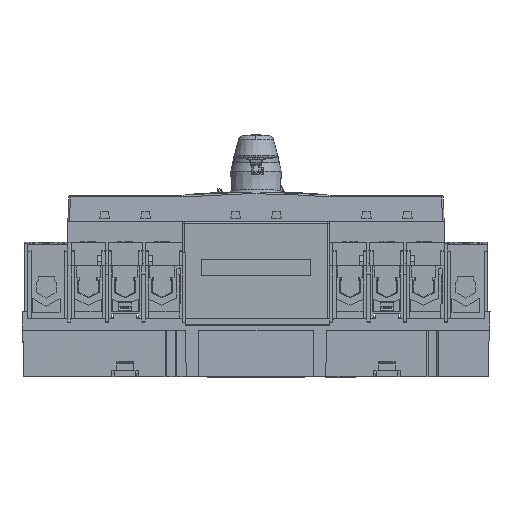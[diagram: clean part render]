
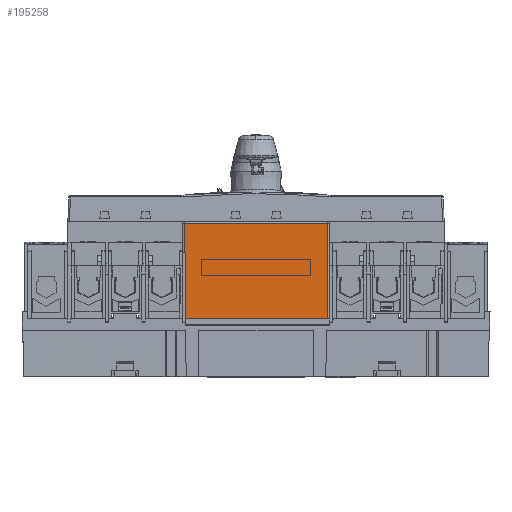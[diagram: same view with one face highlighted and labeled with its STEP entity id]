
A CAD part, front view. The second image highlights one B-rep face of the part: STEP entity #195258.
In plain terms, the highlighted planar face has unit normal (0, -1, 0).
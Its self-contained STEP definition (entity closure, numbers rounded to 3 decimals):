
#156308=DIRECTION('',(-1.,0.,0.));
#156309=VECTOR('',#156308,88.);
#156310=CARTESIAN_POINT('',(44.,-50.,62.));
#156311=LINE('',#156310,#156309);
#156316=DIRECTION('',(-1.,0.,0.));
#156317=VECTOR('',#156316,87.);
#156318=CARTESIAN_POINT('',(44.,-50.,3.5));
#156319=LINE('',#156318,#156317);
#156320=DIRECTION('',(-1.,0.,0.));
#156321=VECTOR('',#156320,1.);
#156322=CARTESIAN_POINT('',(-43.,-50.,44.));
#156323=LINE('',#156322,#156321);
#156324=DIRECTION('',(0.,0.,1.));
#156325=VECTOR('',#156324,58.5);
#156326=CARTESIAN_POINT('',(44.,-50.,3.5));
#156327=LINE('',#156326,#156325);
#156385=DIRECTION('',(0.,0.,-1.));
#156386=VECTOR('',#156385,40.5);
#156387=CARTESIAN_POINT('',(-43.,-50.,44.));
#156388=LINE('',#156387,#156386);
#156410=DIRECTION('',(0.,0.,-1.));
#156411=VECTOR('',#156410,18.);
#156412=CARTESIAN_POINT('',(-44.,-50.,62.));
#156413=LINE('',#156412,#156411);
#177984=CARTESIAN_POINT('',(44.,-50.,62.));
#177985=VERTEX_POINT('',#177984);
#177986=CARTESIAN_POINT('',(-44.,-50.,62.));
#177987=VERTEX_POINT('',#177986);
#177988=CARTESIAN_POINT('',(44.,-50.,3.5));
#177989=VERTEX_POINT('',#177988);
#177990=CARTESIAN_POINT('',(-43.,-50.,3.5));
#177991=VERTEX_POINT('',#177990);
#177992=CARTESIAN_POINT('',(-43.,-50.,44.));
#177993=VERTEX_POINT('',#177992);
#177994=CARTESIAN_POINT('',(-44.,-50.,44.));
#177995=VERTEX_POINT('',#177994);
#195240=CARTESIAN_POINT('',(0.,-50.,32.75));
#195241=DIRECTION('',(0.,1.,0.));
#195242=DIRECTION('',(1.,0.,0.));
#195243=AXIS2_PLACEMENT_3D('',#195240,#195241,#195242);
#195244=PLANE('',#195243);
#195246=ORIENTED_EDGE('',*,*,#195245,.F.);
#195248=ORIENTED_EDGE('',*,*,#195247,.T.);
#195250=ORIENTED_EDGE('',*,*,#195249,.F.);
#195252=ORIENTED_EDGE('',*,*,#195251,.T.);
#195254=ORIENTED_EDGE('',*,*,#195253,.F.);
#195255=ORIENTED_EDGE('',*,*,#195231,.F.);
#195256=EDGE_LOOP('',(#195246,#195248,#195250,#195252,#195254,#195255));
#195257=FACE_OUTER_BOUND('',#195256,.F.);
#195258=ADVANCED_FACE('',(#195257),#195244,.F.);
#195231=EDGE_CURVE('',#177985,#177987,#156311,.T.);
#195245=EDGE_CURVE('',#177989,#177985,#156327,.T.);
#195247=EDGE_CURVE('',#177989,#177991,#156319,.T.);
#195249=EDGE_CURVE('',#177993,#177991,#156388,.T.);
#195251=EDGE_CURVE('',#177993,#177995,#156323,.T.);
#195253=EDGE_CURVE('',#177987,#177995,#156413,.T.);
